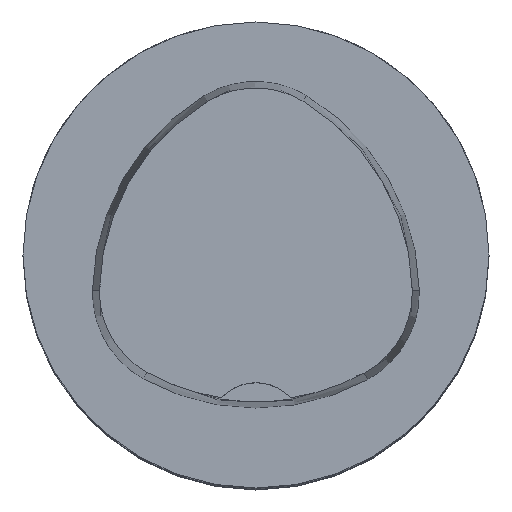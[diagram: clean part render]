
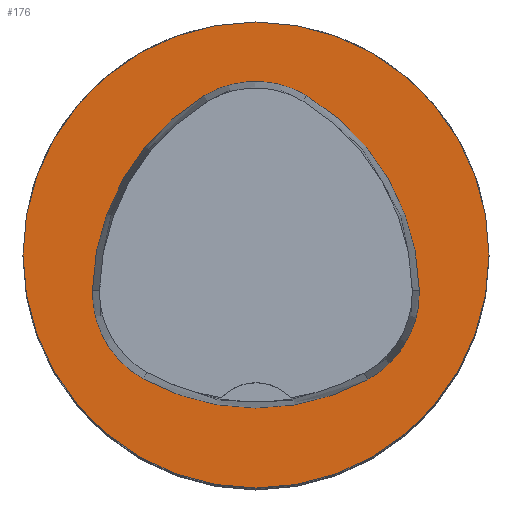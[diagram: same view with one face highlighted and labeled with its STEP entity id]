
A CAD part, top view. The second image highlights one B-rep face of the part: STEP entity #176.
In plain terms, the highlighted planar face has unit normal (0, 0, 1).
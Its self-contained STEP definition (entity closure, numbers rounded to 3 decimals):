
#69=PLANE('',#1039);
#104=FACE_BOUND('',#299,.T.);
#105=FACE_BOUND('',#300,.T.);
#176=ADVANCED_FACE('',(#104,#105),#69,.T.);
#299=EDGE_LOOP('',(#515,#516,#517,#518,#519,#520));
#300=EDGE_LOOP('',(#521));
#393=CIRCLE('',#1013,20.);
#395=CIRCLE('',#1016,8.5);
#397=CIRCLE('',#1019,20.);
#399=CIRCLE('',#1022,8.5);
#403=CIRCLE('',#1027,20.);
#405=CIRCLE('',#1030,8.5);
#410=CIRCLE('',#1038,20.);
#515=ORIENTED_EDGE('',*,*,#808,.T.);
#516=ORIENTED_EDGE('',*,*,#788,.T.);
#517=ORIENTED_EDGE('',*,*,#792,.T.);
#518=ORIENTED_EDGE('',*,*,#795,.T.);
#519=ORIENTED_EDGE('',*,*,#798,.T.);
#520=ORIENTED_EDGE('',*,*,#806,.T.);
#521=ORIENTED_EDGE('',*,*,#813,.F.);
#699=VERTEX_POINT('',#1535);
#700=VERTEX_POINT('',#1536);
#703=VERTEX_POINT('',#1544);
#705=VERTEX_POINT('',#1550);
#707=VERTEX_POINT('',#1556);
#714=VERTEX_POINT('',#1577);
#717=VERTEX_POINT('',#1592);
#788=EDGE_CURVE('',#699,#700,#393,.T.);
#792=EDGE_CURVE('',#700,#703,#395,.T.);
#795=EDGE_CURVE('',#703,#705,#397,.T.);
#798=EDGE_CURVE('',#705,#707,#399,.T.);
#806=EDGE_CURVE('',#707,#714,#403,.T.);
#808=EDGE_CURVE('',#714,#699,#405,.T.);
#813=EDGE_CURVE('',#717,#717,#410,.T.);
#1013=AXIS2_PLACEMENT_3D('',#1534,#1178,#1179);
#1016=AXIS2_PLACEMENT_3D('',#1543,#1186,#1187);
#1019=AXIS2_PLACEMENT_3D('',#1549,#1193,#1194);
#1022=AXIS2_PLACEMENT_3D('',#1555,#1200,#1201);
#1027=AXIS2_PLACEMENT_3D('',#1578,#1212,#1213);
#1030=AXIS2_PLACEMENT_3D('',#1581,#1218,#1219);
#1038=AXIS2_PLACEMENT_3D('',#1591,#1234,#1235);
#1039=AXIS2_PLACEMENT_3D('',#1593,#1236,#1237);
#1178=DIRECTION('',(0.,0.,-1.));
#1179=DIRECTION('',(-1.,0.,0.));
#1186=DIRECTION('',(0.,0.,-1.));
#1187=DIRECTION('',(-1.,0.,0.));
#1193=DIRECTION('',(0.,0.,-1.));
#1194=DIRECTION('',(-1.,0.,0.));
#1200=DIRECTION('',(0.,0.,-1.));
#1201=DIRECTION('',(-1.,0.,0.));
#1212=DIRECTION('',(0.,0.,-1.));
#1213=DIRECTION('',(-1.,0.,0.));
#1218=DIRECTION('',(0.,0.,-1.));
#1219=DIRECTION('',(-1.,0.,0.));
#1234=DIRECTION('',(0.,0.,-1.));
#1235=DIRECTION('',(-1.,0.,0.));
#1236=DIRECTION('',(0.,0.,1.));
#1237=DIRECTION('',(1.,0.,0.));
#1534=CARTESIAN_POINT('',(5.955,-3.414,0.));
#1535=CARTESIAN_POINT('',(-14.041,-3.042,0.));
#1536=CARTESIAN_POINT('',(-4.472,13.653,0.));
#1543=CARTESIAN_POINT('',(-0.04,6.4,0.));
#1544=CARTESIAN_POINT('',(4.347,13.68,0.));
#1549=CARTESIAN_POINT('',(-5.976,-3.45,0.));
#1550=CARTESIAN_POINT('',(14.021,-3.075,0.));
#1555=CARTESIAN_POINT('',(5.522,-3.235,0.));
#1556=CARTESIAN_POINT('',(9.588,-10.699,0.));
#1577=CARTESIAN_POINT('',(-9.655,-10.639,0.));
#1578=CARTESIAN_POINT('',(0.022,6.864,0.));
#1581=CARTESIAN_POINT('',(-5.543,-3.2,0.));
#1591=CARTESIAN_POINT('',(0.,0.,0.));
#1592=CARTESIAN_POINT('',(-20.,0.,0.));
#1593=CARTESIAN_POINT('',(0.,0.,0.));
